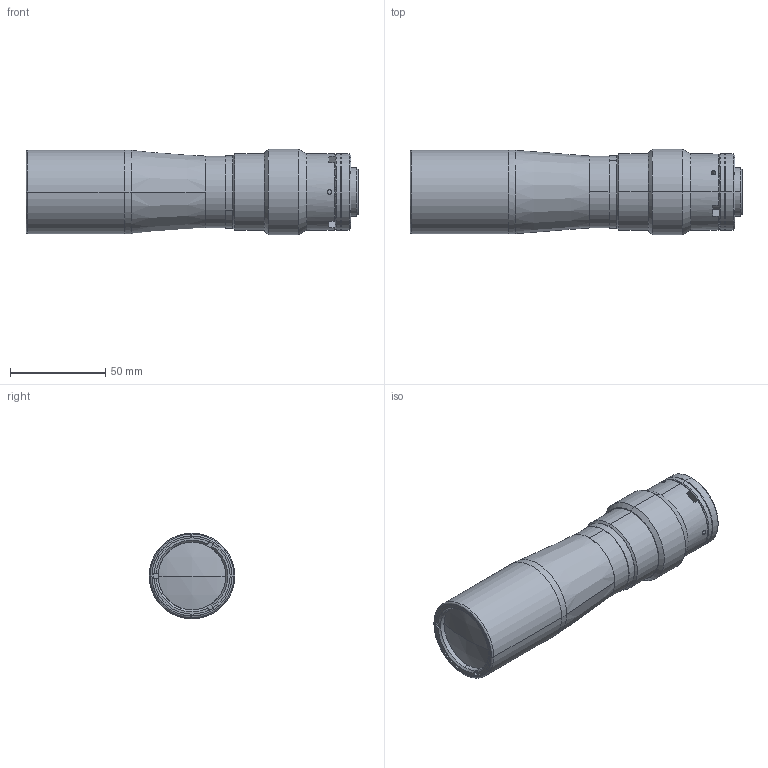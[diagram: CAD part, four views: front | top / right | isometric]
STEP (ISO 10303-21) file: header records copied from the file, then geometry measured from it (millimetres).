
FILE_DESCRIPTION (( 'STEP AP214' ), '1' );
FILE_NAME ('TC2M024HR-C.STEP', '2014-05-27T08:51:39', ( 'piermario' ), ( '' ), 'SwSTEP 2.0', 'SolidWorks 2013', '' );
FILE_SCHEMA (( 'AUTOMOTIVE_DESIGN' ));
Length unit declared in the file: millimetre
Products named in the file (1): TC2M024HR-C
Bounding box: 174.1 x 45 x 45 mm (x, y, z)
Surface area: 34222.2 mm2 (no closed solid volume)
Topology: 0 solids, 11 shells, 108 faces, 290 edges, 195 vertices
Faces by surface type: cylinder 42, plane 36, cone 24, torus 4, sphere 2
Entity records: 4843 total; most frequent: CARTESIAN_POINT 870, DIRECTION 636, ORIENTED_EDGE 488, EDGE_CURVE 290, AXIS2_PLACEMENT_3D 267, VERTEX_POINT 195, CIRCLE 158, EDGE_LOOP 132
